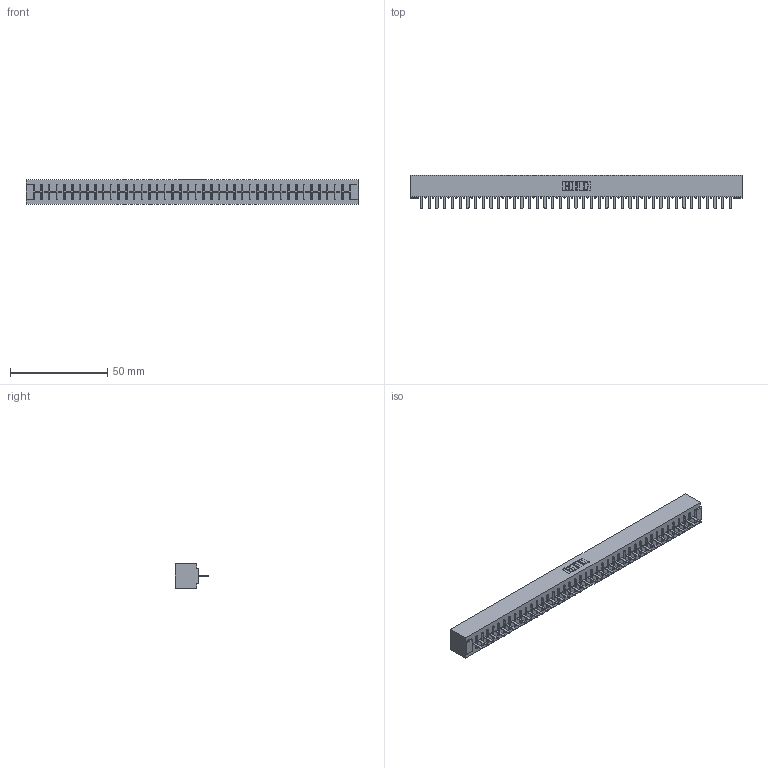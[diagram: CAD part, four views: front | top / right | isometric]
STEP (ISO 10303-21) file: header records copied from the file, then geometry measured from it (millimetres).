
FILE_DESCRIPTION (( 'STEP AP203' ), '1' );
FILE_NAME ('316-041-420-101.STEP', '2020-09-23T07:04:15', ( '' ), ( '' ), 'SwSTEP 2.0', 'SolidWorks 2020', '' );
FILE_SCHEMA (( 'CONFIG_CONTROL_DESIGN' ));
Length unit declared in the file: inch
Products named in the file (3): 306-290-001_120; 306 Part_No Mounting; 316-041-420-101
Assembly tree (42 placements, depth 2):
  316-041-420-101
    306 Part_No Mounting
    306-290-001_120  x41
Bounding box: 170.33 x 17.12 x 12.7 mm (x, y, z)
Volume: 19421.3 mm3; surface area: 20069.2 mm2
Topology: 42 solids, 42 shells, 2978 faces, 8369 edges, 5358 vertices
Faces by surface type: plane 1991, cylinder 823, sphere 164
Entity records: 38042 total; most frequent: CARTESIAN_POINT 6386, ORIENTED_EDGE 6330, DIRECTION 6297, EDGE_CURVE 3165, VECTOR 2479, LINE 2479, VERTEX_POINT 1998, AXIS2_PLACEMENT_3D 1909
